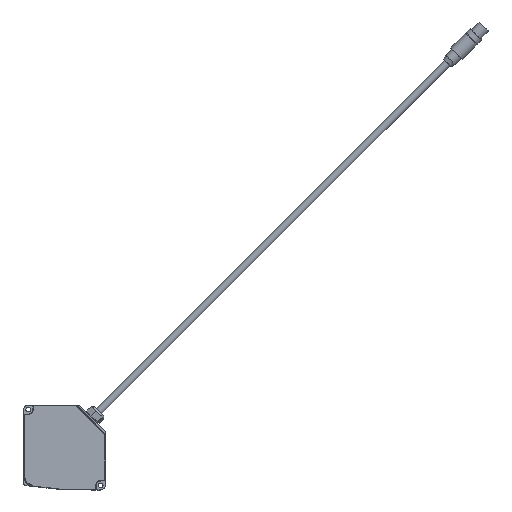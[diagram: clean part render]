
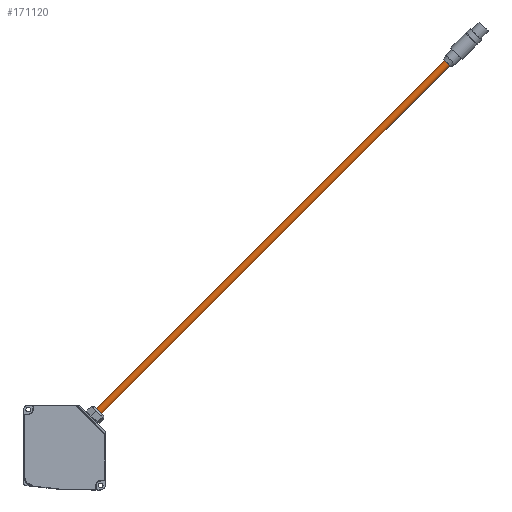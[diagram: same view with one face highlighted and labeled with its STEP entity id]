
A CAD part, top view. The second image highlights one B-rep face of the part: STEP entity #171120.
In plain terms, the highlighted cylindrical face has radius 3.5 mm (diameter 7 mm), a partial arc.
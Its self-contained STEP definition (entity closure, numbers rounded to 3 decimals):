
#163410=CARTESIAN_POINT('',(69.364,72.364,-11.1));
#163420=DIRECTION('',(0.707,0.707,0.));
#163430=DIRECTION('',(-0.707,0.707,0.));
#163440=AXIS2_PLACEMENT_3D('',#163410,#163420,#163430);
#163450=CIRCLE('',#163440,3.5);
#163460=CARTESIAN_POINT('',(66.889,74.839,-11.1));
#163470=VERTEX_POINT('',#163460);
#163480=CARTESIAN_POINT('',(71.839,69.889,-11.1));
#163490=VERTEX_POINT('',#163480);
#163500=EDGE_CURVE('',#163470,#163490,#163450,.T.);
#166110=CARTESIAN_POINT('',(38.393,36.443,-11.1));
#166120=DIRECTION('',(0.707,0.707,0.));
#166130=VECTOR('',#166120,1.);
#166140=LINE('',#166110,#166130);
#166150=CARTESIAN_POINT('',(391.946,389.996,-11.1));
#166160=VERTEX_POINT('',#166150);
#166170=EDGE_CURVE('',#163490,#166160,#166140,.T.);
#166190=CARTESIAN_POINT('',(389.471,392.471,-11.1));
#166200=DIRECTION('',(0.707,0.707,0.));
#166210=DIRECTION('',(-0.707,0.707,0.));
#166220=AXIS2_PLACEMENT_3D('',#166190,#166200,#166210);
#166230=CIRCLE('',#166220,3.5);
#166240=CARTESIAN_POINT('',(386.996,394.946,-11.1));
#166250=VERTEX_POINT('',#166240);
#166280=CARTESIAN_POINT('',(33.443,41.393,-11.1));
#166290=DIRECTION('',(0.707,0.707,0.));
#166300=VECTOR('',#166290,1.);
#166310=LINE('',#166280,#166300);
#166320=EDGE_CURVE('',#163470,#166250,#166310,.T.);
#166650=EDGE_CURVE('',#166250,#166160,#166230,.T.);
#171010=CARTESIAN_POINT('',(35.918,38.918,-11.1));
#171020=DIRECTION('',(0.707,0.707,0.));
#171030=DIRECTION('',(-0.707,0.707,0.));
#171040=AXIS2_PLACEMENT_3D('',#171010,#171020,#171030);
#171050=CYLINDRICAL_SURFACE('',#171040,3.5);
#171060=ORIENTED_EDGE('',*,*,#166650,.F.);
#171070=ORIENTED_EDGE('',*,*,#166170,.T.);
#171080=ORIENTED_EDGE('',*,*,#163500,.T.);
#171090=ORIENTED_EDGE('',*,*,#166320,.F.);
#171100=EDGE_LOOP('',(#171090,#171080,#171070,#171060));
#171110=FACE_OUTER_BOUND('',#171100,.T.);
#171120=ADVANCED_FACE('',(#171110),#171050,.T.);
